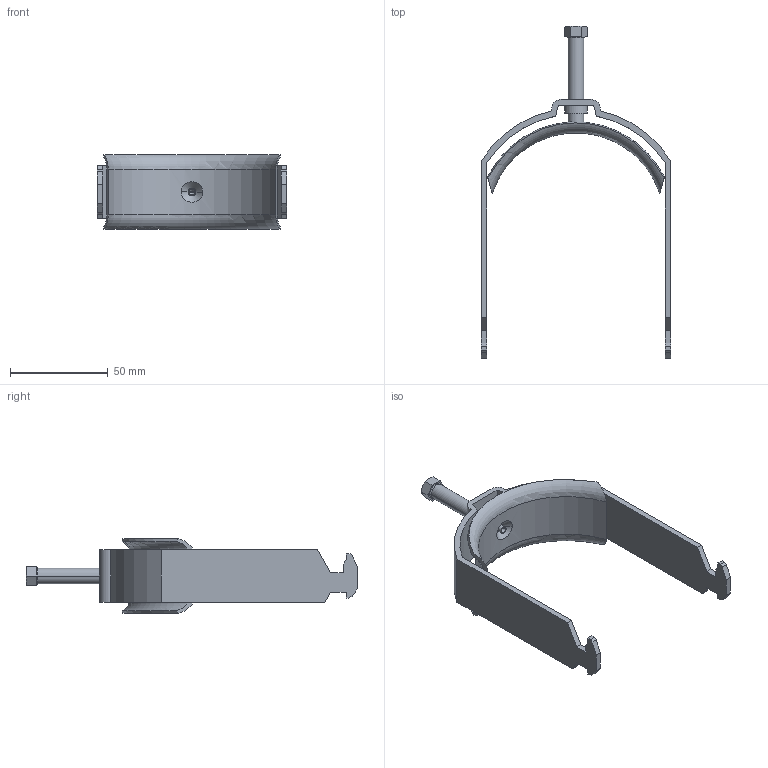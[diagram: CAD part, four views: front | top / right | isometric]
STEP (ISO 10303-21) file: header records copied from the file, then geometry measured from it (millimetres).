
FILE_DESCRIPTION (( 'STEP AP214' ), '1' );
FILE_NAME ('1186089.STEP', '2023-09-04T08:25:33', ( '' ), ( '' ), 'SwSTEP 2.0', 'SolidWorks 2022', '' );
FILE_SCHEMA (( 'AUTOMOTIVE_DESIGN' ));
Length unit declared in the file: millimetre
Products named in the file (4): 203553_Standard; 142313_Druckschraube - M8 x 45; 1186089; 157104_1Fach
Assembly tree (3 placements, depth 2):
  1186089
    157104_1Fach
    142313_Druckschraube - M8 x 45
    203553_Standard
Bounding box: 97 x 169.5 x 38.27 mm (x, y, z)
Volume: 34214.7 mm3; surface area: 30062.1 mm2
Topology: 3 solids, 3 shells, 244 faces, 636 edges, 420 vertices
Faces by surface type: plane 128, bspline 64, cylinder 34, cone 10, torus 8
Entity records: 12969 total; most frequent: CARTESIAN_POINT 6791, ORIENTED_EDGE 1264, DIRECTION 930, EDGE_CURVE 632, VERTEX_POINT 420, LINE 358, VECTOR 358, AXIS2_PLACEMENT_3D 286
